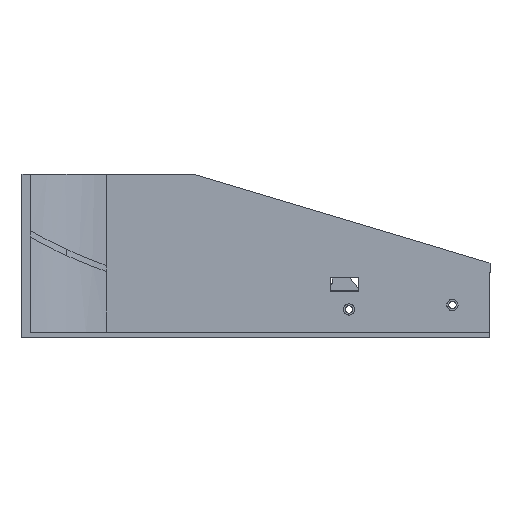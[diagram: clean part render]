
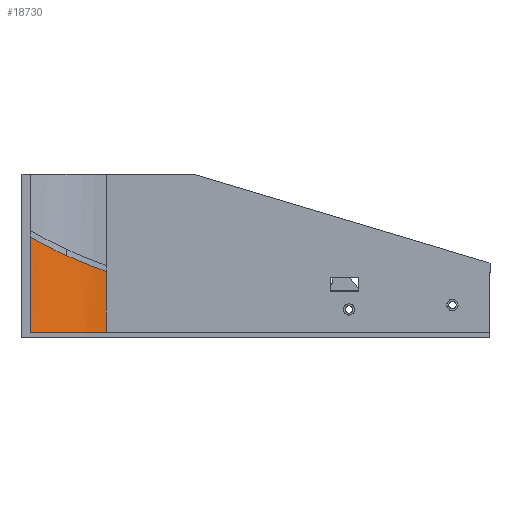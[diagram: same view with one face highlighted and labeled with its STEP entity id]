
A CAD part, front view. The second image highlights one B-rep face of the part: STEP entity #18730.
In plain terms, the highlighted cylindrical face has radius 127.214 mm (diameter 254.429 mm), a partial arc.
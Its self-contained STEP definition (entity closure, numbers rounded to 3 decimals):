
#18189=CARTESIAN_POINT('Vertex',(-160.,6.,28.991)) ;
#18192=CARTESIAN_POINT('Line Origine',(-160.,6.,61.496)) ;
#18196=CARTESIAN_POINT('Vertex',(-160.,6.,94.)) ;
#18640=CARTESIAN_POINT('Vertex',(-202.066,13.157,12.143)) ;
#18644=CARTESIAN_POINT('Control Point',(-202.066,13.157,12.143)) ;
#18645=CARTESIAN_POINT('Control Point',(-199.911,12.401,13.125)) ;
#18646=CARTESIAN_POINT('Control Point',(-197.709,11.685,14.112)) ;
#18647=CARTESIAN_POINT('Control Point',(-195.439,11.002,15.113)) ;
#18648=CARTESIAN_POINT('Control Point',(-190.79,9.724,17.127)) ;
#18649=CARTESIAN_POINT('Control Point',(-185.992,8.647,19.131)) ;
#18650=CARTESIAN_POINT('Control Point',(-183.572,8.166,20.122)) ;
#18651=CARTESIAN_POINT('Control Point',(-177.531,7.119,22.55)) ;
#18652=CARTESIAN_POINT('Control Point',(-171.334,6.425,24.92)) ;
#18653=CARTESIAN_POINT('Control Point',(-167.58,6.143,26.314)) ;
#18654=CARTESIAN_POINT('Control Point',(-163.798,5.999,27.672)) ;
#18655=CARTESIAN_POINT('Control Point',(-160.,6.,28.991)) ;
#18681=CARTESIAN_POINT('Axis2P3D Location',(-160.,133.214,-100.)) ;
#18687=CARTESIAN_POINT('Control Point',(-202.445,13.29,11.971)) ;
#18688=CARTESIAN_POINT('Control Point',(-202.319,13.245,12.028)) ;
#18689=CARTESIAN_POINT('Control Point',(-202.193,13.201,12.086)) ;
#18690=CARTESIAN_POINT('Control Point',(-202.067,13.156,12.143)) ;
#18691=CARTESIAN_POINT('Vertex',(-202.445,13.29,11.971)) ;
#18695=CARTESIAN_POINT('Control Point',(-240.854,35.,-7.665)) ;
#18696=CARTESIAN_POINT('Control Point',(-238.282,32.882,-6.203)) ;
#18697=CARTESIAN_POINT('Control Point',(-235.643,30.851,-4.729)) ;
#18698=CARTESIAN_POINT('Control Point',(-233.005,28.953,-3.282)) ;
#18699=CARTESIAN_POINT('Control Point',(-227.48,25.245,-0.309)) ;
#18700=CARTESIAN_POINT('Control Point',(-221.752,21.919,2.655)) ;
#18701=CARTESIAN_POINT('Control Point',(-218.839,20.353,4.131)) ;
#18702=CARTESIAN_POINT('Control Point',(-213.84,17.87,6.611)) ;
#18703=CARTESIAN_POINT('Control Point',(-208.753,15.68,9.045)) ;
#18704=CARTESIAN_POINT('Control Point',(-206.658,14.833,10.031)) ;
#18705=CARTESIAN_POINT('Control Point',(-204.554,14.036,11.007)) ;
#18706=CARTESIAN_POINT('Control Point',(-202.445,13.29,11.971)) ;
#18707=CARTESIAN_POINT('Vertex',(-240.854,35.,-7.665)) ;
#18710=CARTESIAN_POINT('Line Origine',(-240.854,35.,-100.)) ;
#18714=CARTESIAN_POINT('Vertex',(-240.854,35.,94.)) ;
#18717=CARTESIAN_POINT('Axis2P3D Location',(-160.,133.214,94.)) ;
#18193=DIRECTION('Vector Direction',(0.,0.,1.)) ;
#18682=DIRECTION('Axis2P3D Direction',(0.,0.,-1.)) ;
#18683=DIRECTION('Axis2P3D XDirection',(0.636,0.772,0.)) ;
#18711=DIRECTION('Vector Direction',(0.,0.,-1.)) ;
#18718=DIRECTION('Axis2P3D Direction',(0.,0.,-1.)) ;
#18684=AXIS2_PLACEMENT_3D('Cylinder Axis2P3D',#18681,#18682,#18683) ;
#18719=AXIS2_PLACEMENT_3D('Circle Axis2P3D',#18717,#18718,$) ;
#18723=ORIENTED_EDGE('',*,*,#18198,.F.) ;
#18724=ORIENTED_EDGE('',*,*,#18656,.F.) ;
#18725=ORIENTED_EDGE('',*,*,#18693,.F.) ;
#18726=ORIENTED_EDGE('',*,*,#18709,.F.) ;
#18727=ORIENTED_EDGE('',*,*,#18716,.T.) ;
#18728=ORIENTED_EDGE('',*,*,#18721,.F.) ;
#18194=VECTOR('Line Direction',#18193,1.) ;
#18712=VECTOR('Line Direction',#18711,1.) ;
#18730=ADVANCED_FACE('',(#18729),#18685,.F.) ;
#18643=B_SPLINE_CURVE_WITH_KNOTS('',5,(#18644,#18645,#18646,#18647,#18648,#18649,#18650,#18651,#18652,#18653,#18654,#18655),.UNSPECIFIED.,.F.,.U.,(6,3,3,6),(0.,18.494,36.987,64.611),.UNSPECIFIED.) ;
#18686=B_SPLINE_CURVE_WITH_KNOTS('',3,(#18687,#18688,#18689,#18690),.UNSPECIFIED.,.F.,.U.,(4,4),(0.,0.634),.UNSPECIFIED.) ;
#18694=B_SPLINE_CURVE_WITH_KNOTS('',5,(#18695,#18696,#18697,#18698,#18699,#18700,#18701,#18702,#18703,#18704,#18705,#18706),.UNSPECIFIED.,.F.,.U.,(6,3,3,6),(0.,25.473,51.027,68.739),.UNSPECIFIED.) ;
#18720=CIRCLE('generated circle',#18719,127.214) ;
#18685=CYLINDRICAL_SURFACE('generated cylinder',#18684,127.214) ;
#18198=EDGE_CURVE('',#18190,#18197,#18195,.T.) ;
#18656=EDGE_CURVE('',#18641,#18190,#18643,.T.) ;
#18693=EDGE_CURVE('',#18692,#18641,#18686,.T.) ;
#18709=EDGE_CURVE('',#18708,#18692,#18694,.T.) ;
#18716=EDGE_CURVE('',#18708,#18715,#18713,.F.) ;
#18721=EDGE_CURVE('',#18197,#18715,#18720,.T.) ;
#18722=EDGE_LOOP('',(#18723,#18724,#18725,#18726,#18727,#18728)) ;
#18729=FACE_OUTER_BOUND('',#18722,.T.) ;
#18195=LINE('Line',#18192,#18194) ;
#18713=LINE('Line',#18710,#18712) ;
#18190=VERTEX_POINT('',#18189) ;
#18197=VERTEX_POINT('',#18196) ;
#18641=VERTEX_POINT('',#18640) ;
#18692=VERTEX_POINT('',#18691) ;
#18708=VERTEX_POINT('',#18707) ;
#18715=VERTEX_POINT('',#18714) ;
